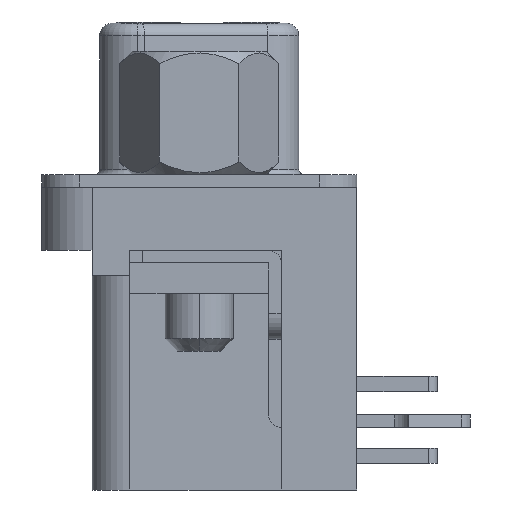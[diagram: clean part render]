
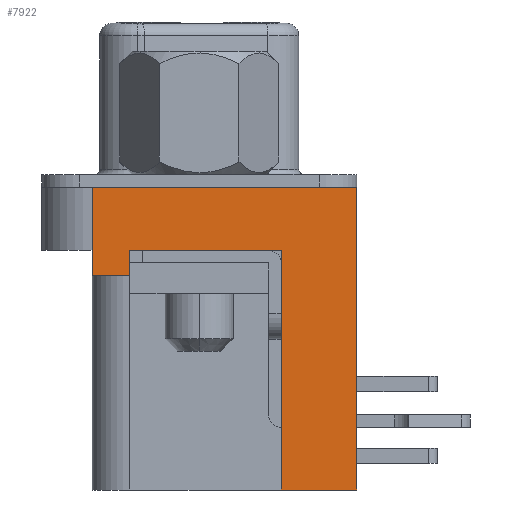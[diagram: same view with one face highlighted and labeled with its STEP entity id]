
A CAD part, left-side view. The second image highlights one B-rep face of the part: STEP entity #7922.
In plain terms, the highlighted planar face has unit normal (-1, 0, 0).
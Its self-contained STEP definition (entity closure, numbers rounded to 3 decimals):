
#21 = DIRECTION ( 'NONE',  ( 0., 0., 1. ) ) ;
#149 = DIRECTION ( 'NONE',  ( 0., -1., 0. ) ) ;
#261 = VERTEX_POINT ( 'NONE', #14811 ) ;
#310 = EDGE_CURVE ( 'NONE', #8715, #16414, #16701, .T. ) ;
#547 = ORIENTED_EDGE ( 'NONE', *, *, #20103, .F. ) ;
#624 = LINE ( 'NONE', #19769, #16619 ) ;
#935 = CARTESIAN_POINT ( 'NONE',  ( -15.405, -6.25, -2.5 ) ) ;
#1071 = VECTOR ( 'NONE', #1816, 1000. ) ;
#1203 = DIRECTION ( 'NONE',  ( 0., 1., 0. ) ) ;
#1290 = ORIENTED_EDGE ( 'NONE', *, *, #16711, .F. ) ;
#1427 = LINE ( 'NONE', #9312, #17424 ) ;
#1716 = CARTESIAN_POINT ( 'NONE',  ( -15.405, -6.25, 0. ) ) ;
#1737 = CARTESIAN_POINT ( 'NONE',  ( -15.405, 4.25, -3.5 ) ) ;
#1816 = DIRECTION ( 'NONE',  ( 0., 0., 1. ) ) ;
#3222 = DIRECTION ( 'NONE',  ( 0., 1., 0. ) ) ;
#3346 = VECTOR ( 'NONE', #21, 1000. ) ;
#3476 = EDGE_CURVE ( 'NONE', #10937, #16718, #624, .T. ) ;
#4138 = VERTEX_POINT ( 'NONE', #20079 ) ;
#4200 = DIRECTION ( 'NONE',  ( 0., 0., 1. ) ) ;
#4212 = EDGE_CURVE ( 'NONE', #8654, #16414, #13217, .T. ) ;
#4699 = DIRECTION ( 'NONE',  ( 0., -1., 0. ) ) ;
#5183 = EDGE_CURVE ( 'NONE', #10937, #8654, #12953, .T. ) ;
#5381 = ORIENTED_EDGE ( 'NONE', *, *, #16092, .T. ) ;
#5602 = DIRECTION ( 'NONE',  ( 0., 0., 1. ) ) ;
#6168 = EDGE_CURVE ( 'NONE', #16718, #261, #15215, .T. ) ;
#6444 = VECTOR ( 'NONE', #16324, 1000. ) ;
#6474 = CARTESIAN_POINT ( 'NONE',  ( -15.405, -3.25, -2.5 ) ) ;
#7001 = ORIENTED_EDGE ( 'NONE', *, *, #3476, .F. ) ;
#7048 = CARTESIAN_POINT ( 'NONE',  ( -15.405, -6.25, -12. ) ) ;
#7144 = VERTEX_POINT ( 'NONE', #1716 ) ;
#7922 = ADVANCED_FACE ( 'NONE', ( #10300 ), #11771, .T. ) ;
#8358 = EDGE_CURVE ( 'NONE', #261, #4138, #10045, .T. ) ;
#8462 = VECTOR ( 'NONE', #4200, 1000. ) ;
#8551 = CARTESIAN_POINT ( 'NONE',  ( -15.405, 2.75, -2.5 ) ) ;
#8654 = VERTEX_POINT ( 'NONE', #8551 ) ;
#8715 = VERTEX_POINT ( 'NONE', #10161 ) ;
#9098 = VECTOR ( 'NONE', #149, 1000. ) ;
#9217 = AXIS2_PLACEMENT_3D ( 'NONE', #935, #14873, #5602 ) ;
#9312 = CARTESIAN_POINT ( 'NONE',  ( -15.405, -6.25, 0. ) ) ;
#9319 = CARTESIAN_POINT ( 'NONE',  ( -15.405, 4.25, -3.5 ) ) ;
#9616 = LINE ( 'NONE', #18732, #12776 ) ;
#10045 = LINE ( 'NONE', #17832, #14150 ) ;
#10053 = DIRECTION ( 'NONE',  ( 0., 0., 1. ) ) ;
#10161 = CARTESIAN_POINT ( 'NONE',  ( -15.405, -3.25, -12. ) ) ;
#10172 = ORIENTED_EDGE ( 'NONE', *, *, #6168, .F. ) ;
#10300 = FACE_OUTER_BOUND ( 'NONE', #19207, .T. ) ;
#10937 = VERTEX_POINT ( 'NONE', #15353 ) ;
#10992 = CARTESIAN_POINT ( 'NONE',  ( -15.405, -6.25, -2.5 ) ) ;
#11094 = CARTESIAN_POINT ( 'NONE',  ( -15.405, 2.75, -3.5 ) ) ;
#11771 = PLANE ( 'NONE',  #9217 ) ;
#12776 = VECTOR ( 'NONE', #3222, 1000. ) ;
#12953 = LINE ( 'NONE', #11094, #1071 ) ;
#13030 = VERTEX_POINT ( 'NONE', #7048 ) ;
#13217 = LINE ( 'NONE', #10992, #9098 ) ;
#13240 = ORIENTED_EDGE ( 'NONE', *, *, #310, .F. ) ;
#14150 = VECTOR ( 'NONE', #10053, 1000. ) ;
#14192 = LINE ( 'NONE', #14749, #6444 ) ;
#14749 = CARTESIAN_POINT ( 'NONE',  ( -15.405, -6.25, -2.5 ) ) ;
#14811 = CARTESIAN_POINT ( 'NONE',  ( -15.405, 4.25, -2.5 ) ) ;
#14873 = DIRECTION ( 'NONE',  ( -1., 0., 0. ) ) ;
#15050 = ORIENTED_EDGE ( 'NONE', *, *, #5183, .T. ) ;
#15215 = LINE ( 'NONE', #9319, #3346 ) ;
#15353 = CARTESIAN_POINT ( 'NONE',  ( -15.405, 2.75, -3.5 ) ) ;
#16092 = EDGE_CURVE ( 'NONE', #13030, #7144, #14192, .T. ) ;
#16324 = DIRECTION ( 'NONE',  ( 0., 0., 1. ) ) ;
#16414 = VERTEX_POINT ( 'NONE', #6474 ) ;
#16518 = CARTESIAN_POINT ( 'NONE',  ( -15.405, -3.25, -12. ) ) ;
#16600 = ORIENTED_EDGE ( 'NONE', *, *, #8358, .F. ) ;
#16619 = VECTOR ( 'NONE', #1203, 1000. ) ;
#16701 = LINE ( 'NONE', #16518, #8462 ) ;
#16711 = EDGE_CURVE ( 'NONE', #13030, #8715, #9616, .T. ) ;
#16718 = VERTEX_POINT ( 'NONE', #1737 ) ;
#17424 = VECTOR ( 'NONE', #4699, 1000. ) ;
#17832 = CARTESIAN_POINT ( 'NONE',  ( -15.405, 4.25, -2.5 ) ) ;
#18206 = ORIENTED_EDGE ( 'NONE', *, *, #4212, .T. ) ;
#18732 = CARTESIAN_POINT ( 'NONE',  ( -15.405, -6.25, -12. ) ) ;
#19207 = EDGE_LOOP ( 'NONE', ( #547, #16600, #10172, #7001, #15050, #18206, #13240, #1290, #5381 ) ) ;
#19769 = CARTESIAN_POINT ( 'NONE',  ( -15.405, 2.75, -3.5 ) ) ;
#20079 = CARTESIAN_POINT ( 'NONE',  ( -15.405, 4.25, 0. ) ) ;
#20103 = EDGE_CURVE ( 'NONE', #4138, #7144, #1427, .T. ) ;
